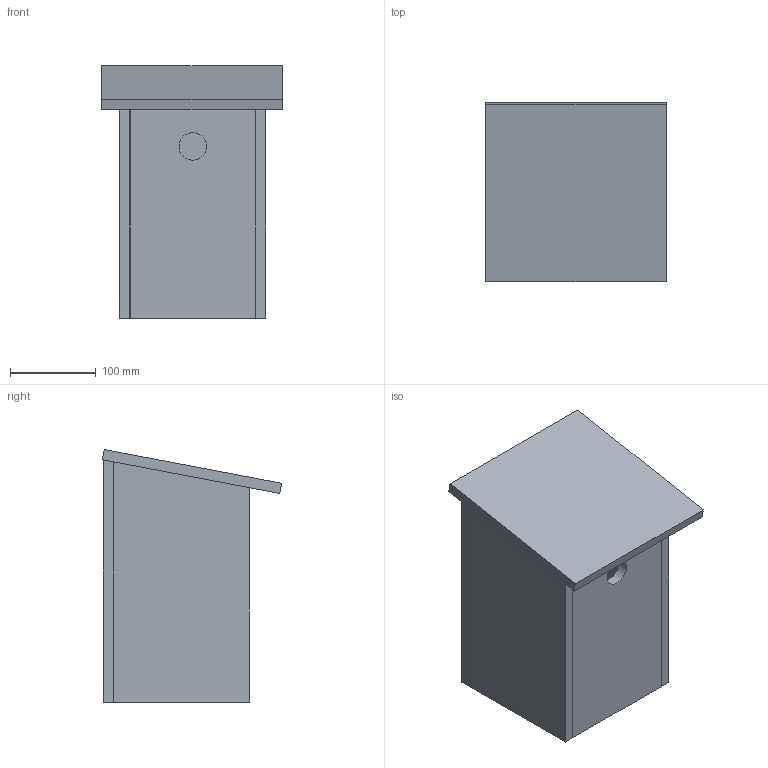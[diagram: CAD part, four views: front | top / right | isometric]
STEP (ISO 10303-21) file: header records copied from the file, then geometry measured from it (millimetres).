
FILE_DESCRIPTION(/* description */ (''),/* implementation_level */ '2;1');
FILE_NAME(/* name */ 'Bird House v2.step',/* time_stamp */ '2021-03-09T09:16:59+00:00',/* author */ (''),/* organization */ (''),/* preprocessor_version */ 'ST-DEVELOPER v18.1',/* originating_system */ 'Autodesk Translation Framework v9.7.1.1290',/* authorisation */ '');
FILE_SCHEMA (('AUTOMOTIVE_DESIGN { 1 0 10303 214 3 1 1 }'));
Length unit declared in the file: millimetre
Products named in the file (10): Bird House; Electronics base; Electronics left; Electronics right; Roof; Side right; Rear; Side left; Front; Floor
Assembly tree (9 placements, depth 2):
  Bird House
    Electronics base
    Electronics left
    Electronics right
    Roof
    Side right
    Rear
    Side left
    Front
    Floor
Bounding box: 210 x 208.55 x 294.03 mm (x, y, z)
Volume: 2920376.4 mm3; surface area: 584154.8 mm2
Topology: 9 solids, 9 shells, 454 faces, 1307 edges, 871 vertices
Faces by surface type: plane 397, cylinder 57
Full cylindrical faces by diameter (mm): 7 x1, 25 x1, 32 x1
Entity records: 15053 total; most frequent: CARTESIAN_POINT 2651, ORIENTED_EDGE 2614, DIRECTION 2367, EDGE_CURVE 1307, LINE 1193, VECTOR 1193, VERTEX_POINT 871, AXIS2_PLACEMENT_3D 587
